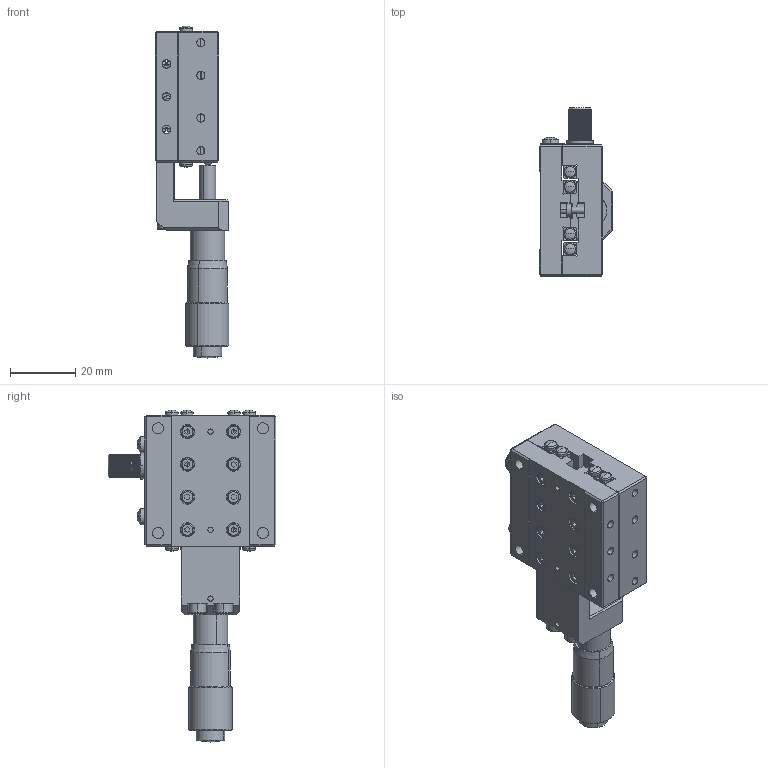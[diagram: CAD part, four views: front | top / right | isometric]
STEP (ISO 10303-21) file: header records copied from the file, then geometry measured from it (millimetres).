
FILE_DESCRIPTION (( 'STEP AP203' ), '1' );
FILE_NAME ('SK13A-40C.step', '2019-05-08T07:34:51', ( '' ), ( '' ), 'SwSTEP 2.0', 'SolidWorks 2017', '' );
FILE_SCHEMA (( 'CONFIG_CONTROL_DESIGN' ));
Length unit declared in the file: millimetre
Products named in the file (1): SK13A-40C
Bounding box: 22.58 x 51.3 x 101.4 mm (x, y, z)
Surface area: 19394.1 mm2 (no closed solid volume)
Topology: 0 solids, 42 shells, 813 faces, 2984 edges, 2040 vertices
Faces by surface type: plane 445, cylinder 226, cone 62, torus 40, bspline 32, sphere 8
Entity records: 32533 total; most frequent: CARTESIAN_POINT 8127, DIRECTION 4957, ORIENTED_EDGE 4643, EDGE_CURVE 2941, VERTEX_POINT 2037, AXIS2_PLACEMENT_3D 1665, LINE 1627, VECTOR 1627
